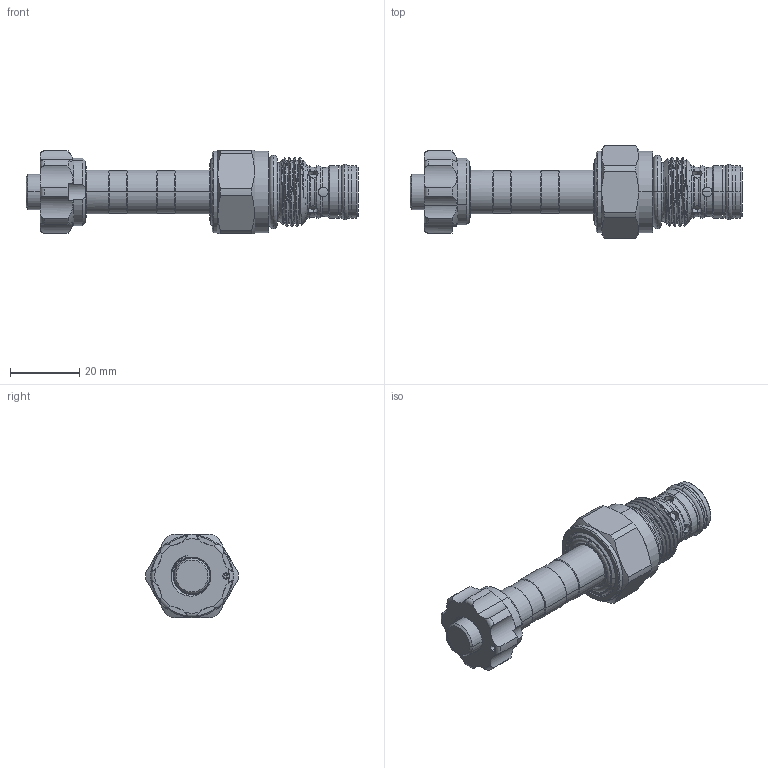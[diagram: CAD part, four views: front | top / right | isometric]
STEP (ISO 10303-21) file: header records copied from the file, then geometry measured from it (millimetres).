
FILE_DESCRIPTION (( 'STEP AP203' ), '1' );
FILE_NAME ('EP20M2A01M05.STEP', '2016-08-25T03:55:53', ( '' ), ( '' ), 'SwSTEP 2.0', 'SolidWorks 2012', '' );
FILE_SCHEMA (( 'CONFIG_CONTROL_DESIGN' ));
Length unit declared in the file: millimetre
Products named in the file (1): EP20M2A01M05
Bounding box: 95.6 x 26.69 x 24 mm (x, y, z)
Volume: 22374.8 mm3; surface area: 9236.4 mm2
Topology: 4 solids, 4 shells, 255 faces, 638 edges, 401 vertices
Faces by surface type: cylinder 134, cone 59, torus 30, plane 26, bspline 6
Entity records: 12441 total; most frequent: CARTESIAN_POINT 6486, ORIENTED_EDGE 1276, DIRECTION 1211, EDGE_CURVE 638, AXIS2_PLACEMENT_3D 520, VERTEX_POINT 401, EDGE_LOOP 273, CIRCLE 270
